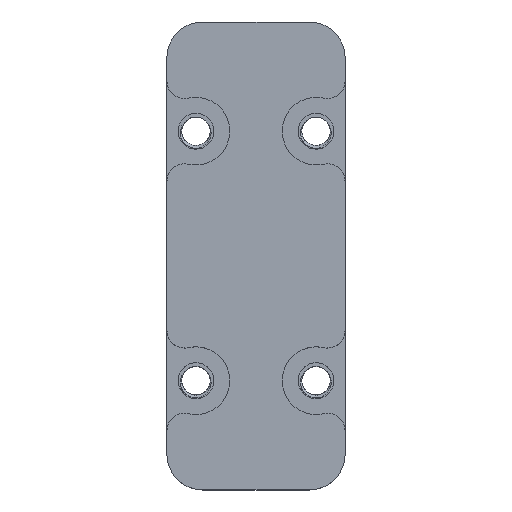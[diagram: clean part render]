
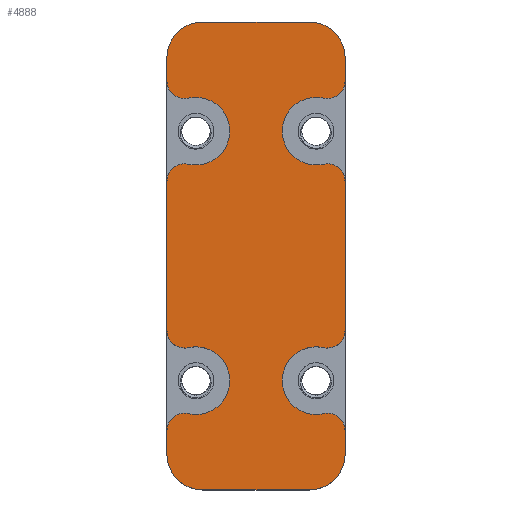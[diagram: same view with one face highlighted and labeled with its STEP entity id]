
A CAD part, top view. The second image highlights one B-rep face of the part: STEP entity #4888.
In plain terms, the highlighted planar face has unit normal (0, 0, 1).
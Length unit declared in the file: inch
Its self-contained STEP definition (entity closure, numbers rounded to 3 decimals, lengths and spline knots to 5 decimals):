
#74=PLANE('',#5227);
#311=FACE_OUTER_BOUND('',#606,.T.);
#606=EDGE_LOOP('',(#4048,#4049,#4050,#4051,#4052,#4053,#4054,#4055,#4056,
#4057,#4058,#4059,#4060,#4061,#4062,#4063,#4064,#4065,#4066,#4067,#4068,
#4069,#4070,#4071));
#754=CIRCLE('',#5222,0.1);
#756=CIRCLE('',#5225,0.19);
#758=CIRCLE('',#5228,0.1);
#759=CIRCLE('',#5229,0.19);
#760=CIRCLE('',#5230,0.1);
#761=CIRCLE('',#5231,0.2);
#762=CIRCLE('',#5232,0.2);
#763=CIRCLE('',#5233,0.1);
#764=CIRCLE('',#5234,0.19);
#765=CIRCLE('',#5235,0.1);
#766=CIRCLE('',#5236,0.1);
#767=CIRCLE('',#5237,0.19);
#768=CIRCLE('',#5238,0.1);
#769=CIRCLE('',#5239,0.2);
#770=CIRCLE('',#5240,0.2);
#771=CIRCLE('',#5241,0.1);
#1341=LINE('',#16468,#1611);
#1342=LINE('',#16476,#1612);
#1343=LINE('',#16480,#1613);
#1344=LINE('',#16484,#1614);
#1345=LINE('',#16492,#1615);
#1346=LINE('',#16500,#1616);
#1347=LINE('',#16504,#1617);
#1348=LINE('',#16508,#1618);
#1611=VECTOR('',#6039,0.3937);
#1612=VECTOR('',#6046,0.3937);
#1613=VECTOR('',#6049,0.3937);
#1614=VECTOR('',#6052,0.3937);
#1615=VECTOR('',#6059,0.3937);
#1616=VECTOR('',#6066,0.3937);
#1617=VECTOR('',#6069,0.3937);
#1618=VECTOR('',#6072,0.3937);
#2078=VERTEX_POINT('',#16452);
#2079=VERTEX_POINT('',#16453);
#2082=VERTEX_POINT('',#16461);
#2084=VERTEX_POINT('',#16467);
#2085=VERTEX_POINT('',#16469);
#2086=VERTEX_POINT('',#16471);
#2087=VERTEX_POINT('',#16473);
#2088=VERTEX_POINT('',#16475);
#2089=VERTEX_POINT('',#16477);
#2090=VERTEX_POINT('',#16479);
#2091=VERTEX_POINT('',#16481);
#2092=VERTEX_POINT('',#16483);
#2093=VERTEX_POINT('',#16485);
#2094=VERTEX_POINT('',#16487);
#2095=VERTEX_POINT('',#16489);
#2096=VERTEX_POINT('',#16491);
#2097=VERTEX_POINT('',#16493);
#2098=VERTEX_POINT('',#16495);
#2099=VERTEX_POINT('',#16497);
#2100=VERTEX_POINT('',#16499);
#2101=VERTEX_POINT('',#16501);
#2102=VERTEX_POINT('',#16503);
#2103=VERTEX_POINT('',#16505);
#2104=VERTEX_POINT('',#16507);
#2754=EDGE_CURVE('',#2078,#2079,#754,.T.);
#2758=EDGE_CURVE('',#2082,#2079,#756,.T.);
#2761=EDGE_CURVE('',#2084,#2078,#1341,.T.);
#2762=EDGE_CURVE('',#2085,#2084,#758,.T.);
#2763=EDGE_CURVE('',#2085,#2086,#759,.T.);
#2764=EDGE_CURVE('',#2087,#2086,#760,.T.);
#2765=EDGE_CURVE('',#2088,#2087,#1342,.T.);
#2766=EDGE_CURVE('',#2089,#2088,#761,.T.);
#2767=EDGE_CURVE('',#2089,#2090,#1343,.T.);
#2768=EDGE_CURVE('',#2091,#2090,#762,.T.);
#2769=EDGE_CURVE('',#2092,#2091,#1344,.T.);
#2770=EDGE_CURVE('',#2093,#2092,#763,.T.);
#2771=EDGE_CURVE('',#2093,#2094,#764,.T.);
#2772=EDGE_CURVE('',#2095,#2094,#765,.T.);
#2773=EDGE_CURVE('',#2096,#2095,#1345,.T.);
#2774=EDGE_CURVE('',#2097,#2096,#766,.T.);
#2775=EDGE_CURVE('',#2097,#2098,#767,.T.);
#2776=EDGE_CURVE('',#2099,#2098,#768,.T.);
#2777=EDGE_CURVE('',#2100,#2099,#1346,.T.);
#2778=EDGE_CURVE('',#2101,#2100,#769,.T.);
#2779=EDGE_CURVE('',#2102,#2101,#1347,.T.);
#2780=EDGE_CURVE('',#2103,#2102,#770,.T.);
#2781=EDGE_CURVE('',#2104,#2103,#1348,.T.);
#2782=EDGE_CURVE('',#2082,#2104,#771,.T.);
#4048=ORIENTED_EDGE('',*,*,#2754,.F.);
#4049=ORIENTED_EDGE('',*,*,#2761,.F.);
#4050=ORIENTED_EDGE('',*,*,#2762,.F.);
#4051=ORIENTED_EDGE('',*,*,#2763,.T.);
#4052=ORIENTED_EDGE('',*,*,#2764,.F.);
#4053=ORIENTED_EDGE('',*,*,#2765,.F.);
#4054=ORIENTED_EDGE('',*,*,#2766,.F.);
#4055=ORIENTED_EDGE('',*,*,#2767,.T.);
#4056=ORIENTED_EDGE('',*,*,#2768,.F.);
#4057=ORIENTED_EDGE('',*,*,#2769,.F.);
#4058=ORIENTED_EDGE('',*,*,#2770,.F.);
#4059=ORIENTED_EDGE('',*,*,#2771,.T.);
#4060=ORIENTED_EDGE('',*,*,#2772,.F.);
#4061=ORIENTED_EDGE('',*,*,#2773,.F.);
#4062=ORIENTED_EDGE('',*,*,#2774,.F.);
#4063=ORIENTED_EDGE('',*,*,#2775,.T.);
#4064=ORIENTED_EDGE('',*,*,#2776,.F.);
#4065=ORIENTED_EDGE('',*,*,#2777,.F.);
#4066=ORIENTED_EDGE('',*,*,#2778,.F.);
#4067=ORIENTED_EDGE('',*,*,#2779,.F.);
#4068=ORIENTED_EDGE('',*,*,#2780,.F.);
#4069=ORIENTED_EDGE('',*,*,#2781,.F.);
#4070=ORIENTED_EDGE('',*,*,#2782,.F.);
#4071=ORIENTED_EDGE('',*,*,#2758,.T.);
#4888=ADVANCED_FACE('',(#311),#74,.T.);
#5222=AXIS2_PLACEMENT_3D('',#16454,#6024,#6025);
#5225=AXIS2_PLACEMENT_3D('',#16462,#6032,#6033);
#5227=AXIS2_PLACEMENT_3D('',#16466,#6037,#6038);
#5228=AXIS2_PLACEMENT_3D('',#16470,#6040,#6041);
#5229=AXIS2_PLACEMENT_3D('',#16472,#6042,#6043);
#5230=AXIS2_PLACEMENT_3D('',#16474,#6044,#6045);
#5231=AXIS2_PLACEMENT_3D('',#16478,#6047,#6048);
#5232=AXIS2_PLACEMENT_3D('',#16482,#6050,#6051);
#5233=AXIS2_PLACEMENT_3D('',#16486,#6053,#6054);
#5234=AXIS2_PLACEMENT_3D('',#16488,#6055,#6056);
#5235=AXIS2_PLACEMENT_3D('',#16490,#6057,#6058);
#5236=AXIS2_PLACEMENT_3D('',#16494,#6060,#6061);
#5237=AXIS2_PLACEMENT_3D('',#16496,#6062,#6063);
#5238=AXIS2_PLACEMENT_3D('',#16498,#6064,#6065);
#5239=AXIS2_PLACEMENT_3D('',#16502,#6067,#6068);
#5240=AXIS2_PLACEMENT_3D('',#16506,#6070,#6071);
#5241=AXIS2_PLACEMENT_3D('',#16509,#6073,#6074);
#6024=DIRECTION('center_axis',(0.,0.,-1.));
#6025=DIRECTION('ref_axis',(-0.626,0.78,0.));
#6032=DIRECTION('center_axis',(0.,0.,-1.));
#6033=DIRECTION('ref_axis',(1.,0.,0.));
#6037=DIRECTION('center_axis',(0.,0.,1.));
#6038=DIRECTION('ref_axis',(0.,-1.,0.));
#6039=DIRECTION('',(0.,1.,0.));
#6040=DIRECTION('center_axis',(0.,0.,-1.));
#6041=DIRECTION('ref_axis',(-0.626,-0.78,0.));
#6042=DIRECTION('center_axis',(0.,0.,-1.));
#6043=DIRECTION('ref_axis',(1.,0.,0.));
#6044=DIRECTION('center_axis',(0.,0.,-1.));
#6045=DIRECTION('ref_axis',(-0.626,0.78,0.));
#6046=DIRECTION('',(0.,1.,0.));
#6047=DIRECTION('center_axis',(0.,0.,-1.));
#6048=DIRECTION('ref_axis',(-0.707,-0.707,0.));
#6049=DIRECTION('',(1.,0.,0.));
#6050=DIRECTION('center_axis',(0.,0.,-1.));
#6051=DIRECTION('ref_axis',(0.707,-0.707,0.));
#6052=DIRECTION('',(0.,-1.,0.));
#6053=DIRECTION('center_axis',(0.,0.,-1.));
#6054=DIRECTION('ref_axis',(0.626,0.78,0.));
#6055=DIRECTION('center_axis',(0.,0.,-1.));
#6056=DIRECTION('ref_axis',(1.,0.,0.));
#6057=DIRECTION('center_axis',(0.,0.,-1.));
#6058=DIRECTION('ref_axis',(0.626,-0.78,0.));
#6059=DIRECTION('',(0.,-1.,0.));
#6060=DIRECTION('center_axis',(0.,0.,-1.));
#6061=DIRECTION('ref_axis',(0.626,0.78,0.));
#6062=DIRECTION('center_axis',(0.,0.,-1.));
#6063=DIRECTION('ref_axis',(1.,0.,0.));
#6064=DIRECTION('center_axis',(0.,0.,-1.));
#6065=DIRECTION('ref_axis',(0.626,-0.78,0.));
#6066=DIRECTION('',(0.,-1.,0.));
#6067=DIRECTION('center_axis',(0.,0.,-1.));
#6068=DIRECTION('ref_axis',(0.707,0.707,0.));
#6069=DIRECTION('',(1.,0.,0.));
#6070=DIRECTION('center_axis',(0.,0.,-1.));
#6071=DIRECTION('ref_axis',(-0.707,0.707,0.));
#6072=DIRECTION('',(0.,1.,0.));
#6073=DIRECTION('center_axis',(0.,0.,-1.));
#6074=DIRECTION('ref_axis',(-0.626,-0.78,0.));
#16452=CARTESIAN_POINT('',(-0.5,0.41692,0.34449));
#16453=CARTESIAN_POINT('',(-0.37828,0.51454,0.34449));
#16454=CARTESIAN_POINT('Origin',(-0.4,0.41692,0.34449));
#16461=CARTESIAN_POINT('',(-0.37828,0.88546,0.34449));
#16462=CARTESIAN_POINT('Origin',(-0.33701,0.7,0.34449));
#16466=CARTESIAN_POINT('Origin',(0.,1.3125,0.34449));
#16467=CARTESIAN_POINT('',(-0.5,-0.41692,0.34449));
#16468=CARTESIAN_POINT('',(-0.5,-1.3125,0.34449));
#16469=CARTESIAN_POINT('',(-0.37828,-0.51454,0.34449));
#16470=CARTESIAN_POINT('Origin',(-0.4,-0.41692,0.34449));
#16471=CARTESIAN_POINT('',(-0.37828,-0.88546,0.34449));
#16472=CARTESIAN_POINT('Origin',(-0.33701,-0.7,0.34449));
#16473=CARTESIAN_POINT('',(-0.5,-0.98308,0.34449));
#16474=CARTESIAN_POINT('Origin',(-0.4,-0.98308,0.34449));
#16475=CARTESIAN_POINT('',(-0.5,-1.1125,0.34449));
#16476=CARTESIAN_POINT('',(-0.5,-1.3125,0.34449));
#16477=CARTESIAN_POINT('',(-0.3,-1.3125,0.34449));
#16478=CARTESIAN_POINT('Origin',(-0.3,-1.1125,0.34449));
#16479=CARTESIAN_POINT('',(0.3,-1.3125,0.34449));
#16480=CARTESIAN_POINT('',(0.,-1.3125,0.34449));
#16481=CARTESIAN_POINT('',(0.5,-1.1125,0.34449));
#16482=CARTESIAN_POINT('Origin',(0.3,-1.1125,0.34449));
#16483=CARTESIAN_POINT('',(0.5,-0.98308,0.34449));
#16484=CARTESIAN_POINT('',(0.5,-1.3125,0.34449));
#16485=CARTESIAN_POINT('',(0.37828,-0.88546,0.34449));
#16486=CARTESIAN_POINT('Origin',(0.4,-0.98308,0.34449));
#16487=CARTESIAN_POINT('',(0.37828,-0.51454,0.34449));
#16488=CARTESIAN_POINT('Origin',(0.33701,-0.7,0.34449));
#16489=CARTESIAN_POINT('',(0.5,-0.41692,0.34449));
#16490=CARTESIAN_POINT('Origin',(0.4,-0.41692,0.34449));
#16491=CARTESIAN_POINT('',(0.5,0.41692,0.34449));
#16492=CARTESIAN_POINT('',(0.5,-1.3125,0.34449));
#16493=CARTESIAN_POINT('',(0.37828,0.51454,0.34449));
#16494=CARTESIAN_POINT('Origin',(0.4,0.41692,0.34449));
#16495=CARTESIAN_POINT('',(0.37828,0.88546,0.34449));
#16496=CARTESIAN_POINT('Origin',(0.33701,0.7,0.34449));
#16497=CARTESIAN_POINT('',(0.5,0.98308,0.34449));
#16498=CARTESIAN_POINT('Origin',(0.4,0.98308,0.34449));
#16499=CARTESIAN_POINT('',(0.5,1.1125,0.34449));
#16500=CARTESIAN_POINT('',(0.5,-1.3125,0.34449));
#16501=CARTESIAN_POINT('',(0.3,1.3125,0.34449));
#16502=CARTESIAN_POINT('Origin',(0.3,1.1125,0.34449));
#16503=CARTESIAN_POINT('',(-0.3,1.3125,0.34449));
#16504=CARTESIAN_POINT('',(0.,1.3125,0.34449));
#16505=CARTESIAN_POINT('',(-0.5,1.1125,0.34449));
#16506=CARTESIAN_POINT('Origin',(-0.3,1.1125,0.34449));
#16507=CARTESIAN_POINT('',(-0.5,0.98308,0.34449));
#16508=CARTESIAN_POINT('',(-0.5,-1.3125,0.34449));
#16509=CARTESIAN_POINT('Origin',(-0.4,0.98308,0.34449));
